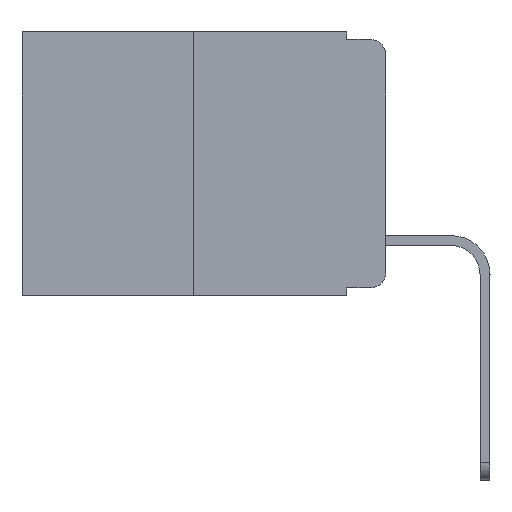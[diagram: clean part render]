
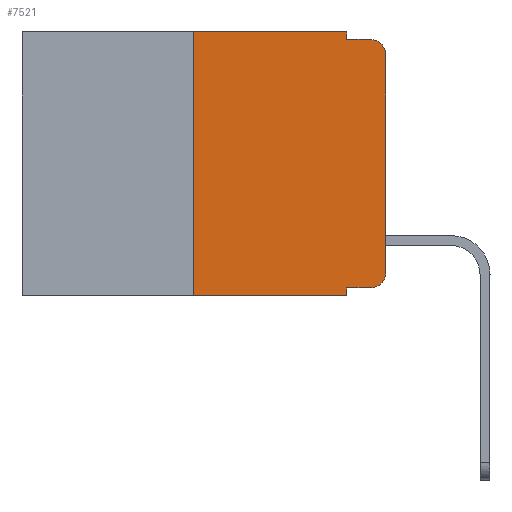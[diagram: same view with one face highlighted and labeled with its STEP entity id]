
A CAD part, left-side view. The second image highlights one B-rep face of the part: STEP entity #7521.
In plain terms, the highlighted planar face has unit normal (-1, 0, 0).
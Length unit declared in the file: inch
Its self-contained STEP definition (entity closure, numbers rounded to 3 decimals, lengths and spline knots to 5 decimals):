
#357 = DIRECTION ( 'NONE',  ( 1., 0., 0. ) ) ;
#452 = CARTESIAN_POINT ( 'NONE',  ( 0., 0., -0.313 ) ) ;
#664 = EDGE_LOOP ( 'NONE', ( #11176, #20920, #21553, #18069, #20903, #21095, #15376, #4866, #12025, #3744 ) ) ;
#758 = VERTEX_POINT ( 'NONE', #452 ) ;
#873 = VECTOR ( 'NONE', #13844, 39.37008 ) ;
#1265 = CARTESIAN_POINT ( 'NONE',  ( 0., 0.051, -0.343 ) ) ;
#1601 = EDGE_CURVE ( 'NONE', #7787, #13453, #5853, .T. ) ;
#1737 = VECTOR ( 'NONE', #21199, 39.37008 ) ;
#2076 = VECTOR ( 'NONE', #10157, 39.37008 ) ;
#2117 = DIRECTION ( 'NONE',  ( 0., 0., -1. ) ) ;
#2213 = EDGE_CURVE ( 'NONE', #11532, #758, #4454, .T. ) ;
#2410 = DIRECTION ( 'NONE',  ( -1., 0., 0. ) ) ;
#3744 = ORIENTED_EDGE ( 'NONE', *, *, #2213, .T. ) ;
#3766 = CARTESIAN_POINT ( 'NONE',  ( 0., 0.473, 0. ) ) ;
#4454 = CIRCLE ( 'NONE', #15317, 0.02 ) ;
#4594 = DIRECTION ( 'NONE',  ( 0., 0., -1. ) ) ;
#4866 = ORIENTED_EDGE ( 'NONE', *, *, #10737, .F. ) ;
#5853 = LINE ( 'NONE', #3766, #1737 ) ;
#6134 = CARTESIAN_POINT ( 'NONE',  ( 0., 0.02, -0.333 ) ) ;
#6135 = EDGE_CURVE ( 'NONE', #10667, #20405, #6184, .T. ) ;
#6184 = LINE ( 'NONE', #21808, #15969 ) ;
#6320 = EDGE_CURVE ( 'NONE', #758, #7390, #6721, .T. ) ;
#6685 = VERTEX_POINT ( 'NONE', #1265 ) ;
#6721 = LINE ( 'NONE', #15252, #2076 ) ;
#6925 = CARTESIAN_POINT ( 'NONE',  ( 0., 0.25, 0. ) ) ;
#6959 = DIRECTION ( 'NONE',  ( -1., 0., 0. ) ) ;
#7058 = CARTESIAN_POINT ( 'NONE',  ( 0., 0.051, 0. ) ) ;
#7099 = DIRECTION ( 'NONE',  ( 0., 0., -1. ) ) ;
#7153 = CARTESIAN_POINT ( 'NONE',  ( 0., 0.051, 0. ) ) ;
#7390 = VERTEX_POINT ( 'NONE', #10540 ) ;
#7521 = ADVANCED_FACE ( 'NONE', ( #17002 ), #17729, .F. ) ;
#7787 = VERTEX_POINT ( 'NONE', #16593 ) ;
#8925 = CARTESIAN_POINT ( 'NONE',  ( 0., 0.051, -0.01 ) ) ;
#8993 = EDGE_CURVE ( 'NONE', #7390, #20405, #13416, .T. ) ;
#9000 = VECTOR ( 'NONE', #2117, 39.37008 ) ;
#9006 = LINE ( 'NONE', #6925, #10651 ) ;
#9296 = CARTESIAN_POINT ( 'NONE',  ( 0., 0.02, -0.03 ) ) ;
#9579 = AXIS2_PLACEMENT_3D ( 'NONE', #19260, #357, #12436 ) ;
#10157 = DIRECTION ( 'NONE',  ( 0., 0., 1. ) ) ;
#10404 = CARTESIAN_POINT ( 'NONE',  ( 0., 0.02, -0.313 ) ) ;
#10540 = CARTESIAN_POINT ( 'NONE',  ( 0., 0., -0.03 ) ) ;
#10651 = VECTOR ( 'NONE', #18945, 39.37008 ) ;
#10667 = VERTEX_POINT ( 'NONE', #8925 ) ;
#10737 = EDGE_CURVE ( 'NONE', #12263, #6685, #16604, .T. ) ;
#10820 = DIRECTION ( 'NONE',  ( 0., -1., 0. ) ) ;
#11176 = ORIENTED_EDGE ( 'NONE', *, *, #6320, .T. ) ;
#11373 = CARTESIAN_POINT ( 'NONE',  ( 0., 0.051, 0. ) ) ;
#11532 = VERTEX_POINT ( 'NONE', #6134 ) ;
#12025 = ORIENTED_EDGE ( 'NONE', *, *, #15206, .T. ) ;
#12179 = VECTOR ( 'NONE', #4594, 39.37008 ) ;
#12187 = EDGE_CURVE ( 'NONE', #13453, #10667, #20084, .T. ) ;
#12263 = VERTEX_POINT ( 'NONE', #13344 ) ;
#12436 = DIRECTION ( 'NONE',  ( 0., 0., -1. ) ) ;
#13329 = CARTESIAN_POINT ( 'NONE',  ( 0., 0.25, -0.343 ) ) ;
#13344 = CARTESIAN_POINT ( 'NONE',  ( 0., 0.051, -0.333 ) ) ;
#13416 = CIRCLE ( 'NONE', #19484, 0.02 ) ;
#13453 = VERTEX_POINT ( 'NONE', #7058 ) ;
#13844 = DIRECTION ( 'NONE',  ( 0., -1., 0. ) ) ;
#15206 = EDGE_CURVE ( 'NONE', #12263, #11532, #17779, .T. ) ;
#15252 = CARTESIAN_POINT ( 'NONE',  ( 0., 0., 0. ) ) ;
#15317 = AXIS2_PLACEMENT_3D ( 'NONE', #10404, #6959, #7099 ) ;
#15376 = ORIENTED_EDGE ( 'NONE', *, *, #19288, .T. ) ;
#15887 = CARTESIAN_POINT ( 'NONE',  ( 0., 0.051, -0.333 ) ) ;
#15969 = VECTOR ( 'NONE', #21882, 39.37008 ) ;
#16593 = CARTESIAN_POINT ( 'NONE',  ( 0., 0.25, 0. ) ) ;
#16604 = LINE ( 'NONE', #7153, #9000 ) ;
#16688 = EDGE_CURVE ( 'NONE', #21789, #7787, #9006, .T. ) ;
#17002 = FACE_OUTER_BOUND ( 'NONE', #664, .T. ) ;
#17302 = VECTOR ( 'NONE', #10820, 39.37008 ) ;
#17645 = CARTESIAN_POINT ( 'NONE',  ( 0., 0.473, -0.343 ) ) ;
#17729 = PLANE ( 'NONE',  #9579 ) ;
#17779 = LINE ( 'NONE', #15887, #873 ) ;
#17854 = LINE ( 'NONE', #17645, #17302 ) ;
#18069 = ORIENTED_EDGE ( 'NONE', *, *, #12187, .F. ) ;
#18945 = DIRECTION ( 'NONE',  ( 0., 0., 1. ) ) ;
#19260 = CARTESIAN_POINT ( 'NONE',  ( 0., 0.473, 0. ) ) ;
#19288 = EDGE_CURVE ( 'NONE', #21789, #6685, #17854, .T. ) ;
#19484 = AXIS2_PLACEMENT_3D ( 'NONE', #9296, #2410, #21621 ) ;
#20084 = LINE ( 'NONE', #11373, #12179 ) ;
#20405 = VERTEX_POINT ( 'NONE', #20882 ) ;
#20882 = CARTESIAN_POINT ( 'NONE',  ( 0., 0.02, -0.01 ) ) ;
#20903 = ORIENTED_EDGE ( 'NONE', *, *, #1601, .F. ) ;
#20920 = ORIENTED_EDGE ( 'NONE', *, *, #8993, .T. ) ;
#21095 = ORIENTED_EDGE ( 'NONE', *, *, #16688, .F. ) ;
#21199 = DIRECTION ( 'NONE',  ( 0., -1., 0. ) ) ;
#21553 = ORIENTED_EDGE ( 'NONE', *, *, #6135, .F. ) ;
#21621 = DIRECTION ( 'NONE',  ( 0., 0., -1. ) ) ;
#21789 = VERTEX_POINT ( 'NONE', #13329 ) ;
#21808 = CARTESIAN_POINT ( 'NONE',  ( 0., 0.051, -0.01 ) ) ;
#21882 = DIRECTION ( 'NONE',  ( 0., -1., 0. ) ) ;
